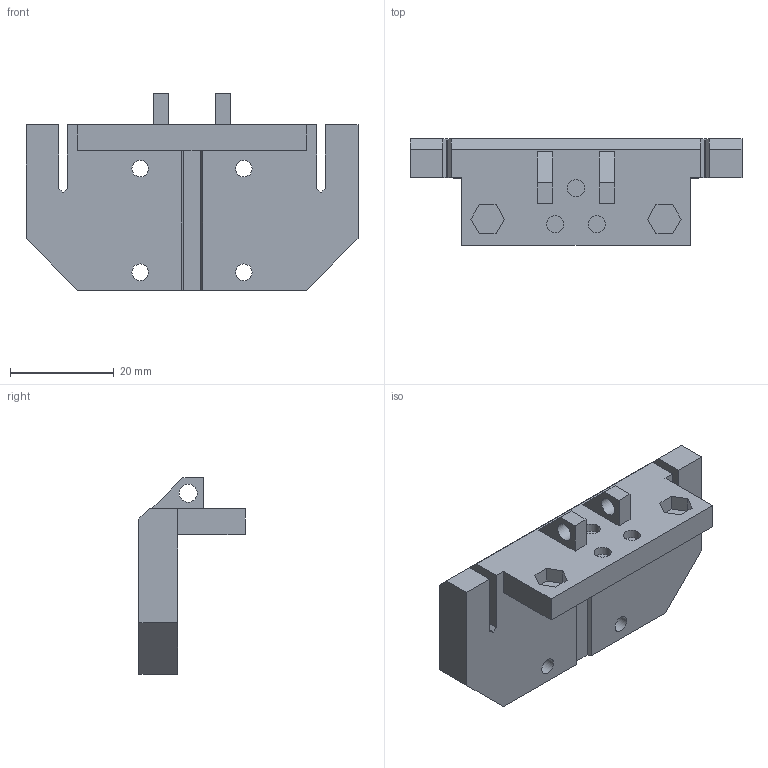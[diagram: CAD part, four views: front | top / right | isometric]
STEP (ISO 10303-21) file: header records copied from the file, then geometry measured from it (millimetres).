
FILE_DESCRIPTION(/* description */ ('STEP AP242','CAx-IF Rec.Pracs.---Representation and Presentation of Product Manufacturing Information (PMI)---4.0---2014-10-13','CAx-IF Rec.Pracs.---3D Tessellated Geometry---0.4---2014-09-14','2;1'),/* implementation_level */ '2;1');
FILE_NAME(/* name */ '636851eba57b0c322c0118ba',/* time_stamp */ '2022-11-07T00:31:40+00:00',/* author */ (''),/* organization */ (''),/* preprocessor_version */ 'ST-DEVELOPER v18.102',/* originating_system */ ' ',/* authorisation */ ' ');
FILE_SCHEMA (('AP242_MANAGED_MODEL_BASED_3D_ENGINEERING_MIM_LF { 1 0 10303 442 1 1 4 }'));
Length unit declared in the file: metre
Products named in the file (1): Backplate
Bounding box: 64.1 x 20.5 x 38 mm (x, y, z)
Volume: 16298.4 mm3; surface area: 7711.5 mm2
Topology: 1 solids, 1 shells, 117 faces, 310 edges, 210 vertices
Faces by surface type: plane 106, cylinder 11
Full cylindrical faces by diameter (mm): 3.2 x4, 3.3 x5, 3.5 x2
Entity records: 3523 total; most frequent: CARTESIAN_POINT 615, ORIENTED_EDGE 586, DIRECTION 551, EDGE_CURVE 293, LINE 271, VECTOR 271, VERTEX_POINT 204, EDGE_LOOP 155
